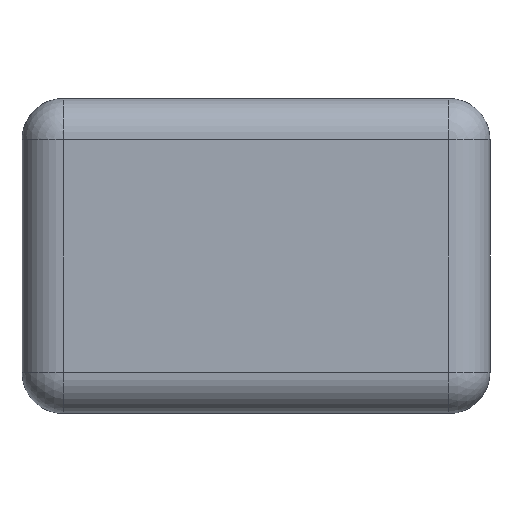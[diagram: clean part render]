
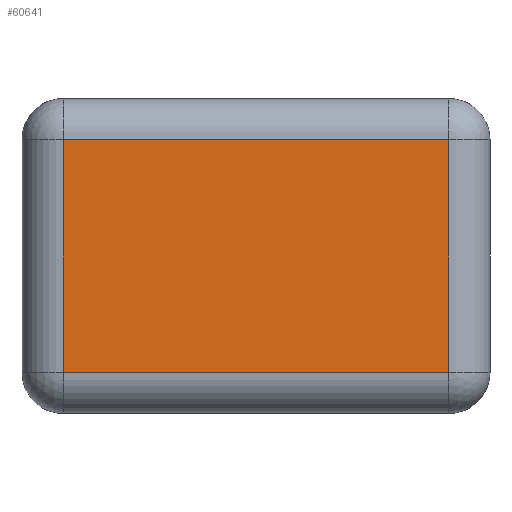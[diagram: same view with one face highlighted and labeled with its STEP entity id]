
A CAD part, front view. The second image highlights one B-rep face of the part: STEP entity #60641.
In plain terms, the highlighted planar face has unit normal (0, -1, 0).
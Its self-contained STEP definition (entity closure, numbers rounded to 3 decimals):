
#161 = ORIENTED_EDGE ( 'NONE', *, *, #8851, .T. ) ;
#2628 = DIRECTION ( 'NONE',  ( 1., 0., 0. ) ) ;
#4937 = ORIENTED_EDGE ( 'NONE', *, *, #36585, .T. ) ;
#5247 = PLANE ( 'NONE',  #54968 ) ;
#7982 = LINE ( 'NONE', #16944, #31840 ) ;
#8851 = EDGE_CURVE ( 'NONE', #54115, #62478, #57925, .T. ) ;
#12876 = VECTOR ( 'NONE', #26923, 1000. ) ;
#13733 = CARTESIAN_POINT ( 'NONE',  ( 374.814, -113.056, -226.224 ) ) ;
#13894 = CARTESIAN_POINT ( 'NONE',  ( -374.814, -113.056, -226.224 ) ) ;
#15866 = DIRECTION ( 'NONE',  ( -1., 0., 0. ) ) ;
#16944 = CARTESIAN_POINT ( 'NONE',  ( 0., -113.056, -226.224 ) ) ;
#18384 = LINE ( 'NONE', #33093, #40341 ) ;
#19089 = EDGE_CURVE ( 'NONE', #40523, #54115, #46582, .T. ) ;
#19507 = EDGE_LOOP ( 'NONE', ( #4937, #34863, #161, #20408 ) ) ;
#20408 = ORIENTED_EDGE ( 'NONE', *, *, #50556, .T. ) ;
#22644 = CARTESIAN_POINT ( 'NONE',  ( 374.814, -113.056, 226.224 ) ) ;
#24720 = CARTESIAN_POINT ( 'NONE',  ( -374.814, -113.056, 226.224 ) ) ;
#25549 = CARTESIAN_POINT ( 'NONE',  ( 0., -113.056, 0. ) ) ;
#26923 = DIRECTION ( 'NONE',  ( 0., 0., -1. ) ) ;
#31840 = VECTOR ( 'NONE', #2628, 1000. ) ;
#33093 = CARTESIAN_POINT ( 'NONE',  ( 374.814, -113.056, 0. ) ) ;
#34863 = ORIENTED_EDGE ( 'NONE', *, *, #19089, .T. ) ;
#34912 = FACE_OUTER_BOUND ( 'NONE', #19507, .T. ) ;
#35928 = CARTESIAN_POINT ( 'NONE',  ( 0., -113.056, 226.224 ) ) ;
#36585 = EDGE_CURVE ( 'NONE', #37470, #40523, #18384, .T. ) ;
#37470 = VERTEX_POINT ( 'NONE', #13733 ) ;
#40341 = VECTOR ( 'NONE', #65106, 1000. ) ;
#40523 = VERTEX_POINT ( 'NONE', #22644 ) ;
#45899 = DIRECTION ( 'NONE',  ( 0., -1., 0. ) ) ;
#46582 = LINE ( 'NONE', #35928, #52650 ) ;
#50556 = EDGE_CURVE ( 'NONE', #62478, #37470, #7982, .T. ) ;
#51557 = DIRECTION ( 'NONE',  ( 0., 0., -1. ) ) ;
#52650 = VECTOR ( 'NONE', #15866, 1000. ) ;
#53240 = CARTESIAN_POINT ( 'NONE',  ( -374.814, -113.056, 0. ) ) ;
#54115 = VERTEX_POINT ( 'NONE', #24720 ) ;
#54968 = AXIS2_PLACEMENT_3D ( 'NONE', #25549, #45899, #51557 ) ;
#57925 = LINE ( 'NONE', #53240, #12876 ) ;
#60641 = ADVANCED_FACE ( 'NONE', ( #34912 ), #5247, .T. ) ;
#62478 = VERTEX_POINT ( 'NONE', #13894 ) ;
#65106 = DIRECTION ( 'NONE',  ( 0., 0., 1. ) ) ;
